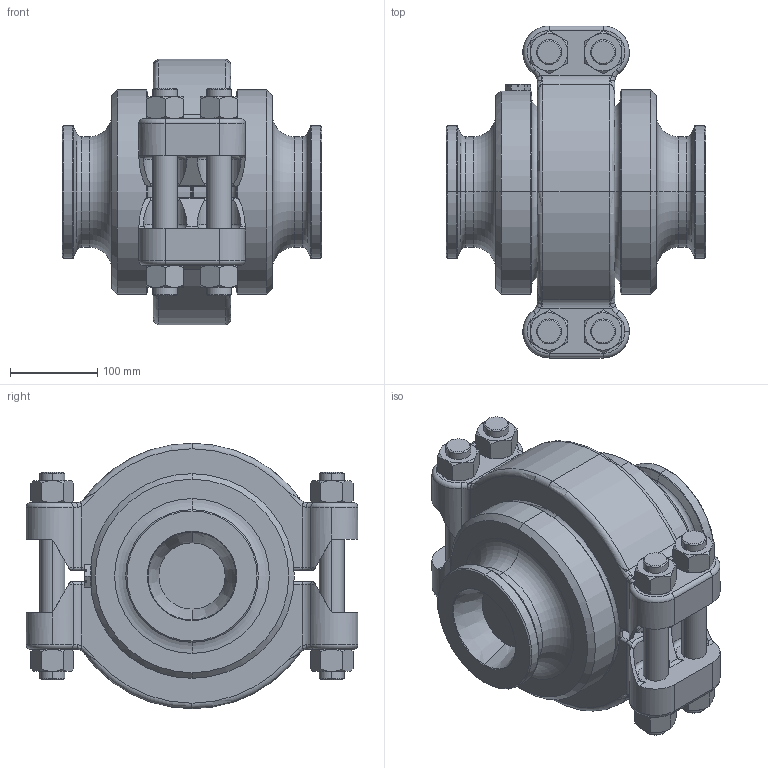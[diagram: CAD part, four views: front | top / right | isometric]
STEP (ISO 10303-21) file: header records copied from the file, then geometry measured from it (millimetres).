
FILE_DESCRIPTION (( 'STEP AP214' ), '1' );
FILE_NAME ('9004.STEP', '2015-07-07T20:16:20', ( '' ), ( '' ), 'SwSTEP 2.0', 'SolidWorks 2015', '' );
FILE_SCHEMA (( 'AUTOMOTIVE_DESIGN' ));
Length unit declared in the file: inch
Products named in the file (7): 6 in Clamp; 09004106 A; 09004100 A; 9004; AN814-8JL; Hex Nut_AI_HNUT 1.1250-12-D-N; Stud for 6 in Clamp
Assembly tree (17 placements, depth 2):
  9004
    09004100 A
    09004106 A
    6 in Clamp  x2
    Stud for 6 in Clamp  x4
    Hex Nut_AI_HNUT 1.1250-12-D-N  x8
    AN814-8JL
Bounding box: 298.45 x 381 x 304.8 mm (x, y, z)
Volume: 12694518.1 mm3; surface area: 879979.6 mm2
Topology: 17 solids, 17 shells, 693 faces, 1604 edges, 945 vertices
Faces by surface type: cone 217, cylinder 191, plane 127, torus 110, bspline 48
Entity records: 12111 total; most frequent: CARTESIAN_POINT 4330, DIRECTION 1611, ORIENTED_EDGE 1538, EDGE_CURVE 769, AXIS2_PLACEMENT_3D 707, VERTEX_POINT 458, CIRCLE 376, EDGE_LOOP 369
